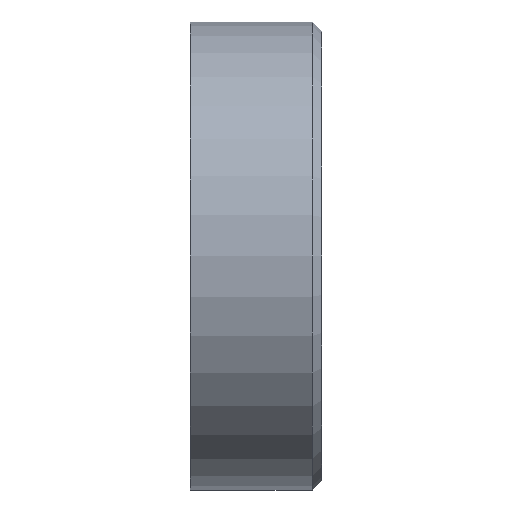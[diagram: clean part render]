
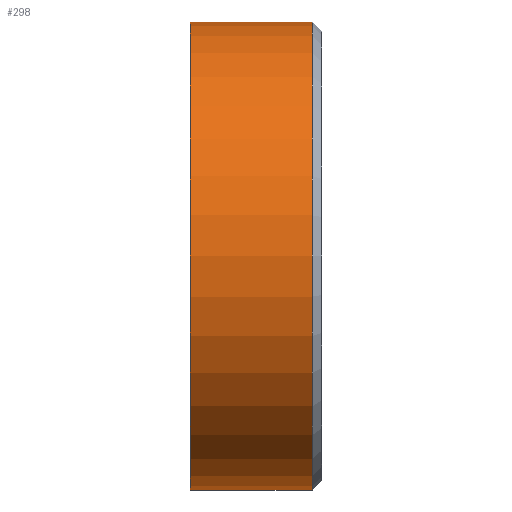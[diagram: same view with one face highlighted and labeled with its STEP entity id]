
A CAD part, left-side view. The second image highlights one B-rep face of the part: STEP entity #298.
In plain terms, the highlighted cylindrical face has radius 6.235 mm (diameter 12.47 mm), a partial arc.
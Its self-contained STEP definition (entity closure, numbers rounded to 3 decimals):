
#9 = CIRCLE ( 'NONE', #282, 6.235 ) ;
#29 = CARTESIAN_POINT ( 'NONE',  ( 0., 0.25, 6.235 ) ) ;
#38 = VERTEX_POINT ( 'NONE', #350 ) ;
#47 = CARTESIAN_POINT ( 'NONE',  ( 0., 3.5, 6.235 ) ) ;
#50 = DIRECTION ( 'NONE',  ( 0., 0., -1. ) ) ;
#52 = CARTESIAN_POINT ( 'NONE',  ( 0., 3.5, -6.235 ) ) ;
#74 = ORIENTED_EDGE ( 'NONE', *, *, #265, .F. ) ;
#78 = CARTESIAN_POINT ( 'NONE',  ( 0., 3.5, 6.235 ) ) ;
#83 = VECTOR ( 'NONE', #266, 1000. ) ;
#85 = ORIENTED_EDGE ( 'NONE', *, *, #228, .T. ) ;
#86 = CYLINDRICAL_SURFACE ( 'NONE', #136, 6.235 ) ;
#94 = EDGE_CURVE ( 'NONE', #38, #131, #9, .T. ) ;
#105 = AXIS2_PLACEMENT_3D ( 'NONE', #230, #257, #203 ) ;
#126 = DIRECTION ( 'NONE',  ( 0., 1., 0. ) ) ;
#130 = ORIENTED_EDGE ( 'NONE', *, *, #315, .F. ) ;
#131 = VERTEX_POINT ( 'NONE', #29 ) ;
#136 = AXIS2_PLACEMENT_3D ( 'NONE', #165, #200, #50 ) ;
#165 = CARTESIAN_POINT ( 'NONE',  ( 0., 3.5, 0. ) ) ;
#168 = CARTESIAN_POINT ( 'NONE',  ( 0., 3.5, -6.235 ) ) ;
#173 = VECTOR ( 'NONE', #260, 1000. ) ;
#200 = DIRECTION ( 'NONE',  ( 0., -1., 0. ) ) ;
#203 = DIRECTION ( 'NONE',  ( 0., 0., 1. ) ) ;
#206 = FACE_OUTER_BOUND ( 'NONE', #220, .T. ) ;
#220 = EDGE_LOOP ( 'NONE', ( #130, #74, #85, #370 ) ) ;
#228 = EDGE_CURVE ( 'NONE', #264, #38, #351, .T. ) ;
#230 = CARTESIAN_POINT ( 'NONE',  ( 0., 3.5, 0. ) ) ;
#242 = CARTESIAN_POINT ( 'NONE',  ( 0., 0.25, 0. ) ) ;
#257 = DIRECTION ( 'NONE',  ( 0., 1., 0. ) ) ;
#260 = DIRECTION ( 'NONE',  ( 0., -1., 0. ) ) ;
#264 = VERTEX_POINT ( 'NONE', #52 ) ;
#265 = EDGE_CURVE ( 'NONE', #264, #295, #392, .T. ) ;
#266 = DIRECTION ( 'NONE',  ( 0., -1., 0. ) ) ;
#279 = DIRECTION ( 'NONE',  ( 0., 0., 1. ) ) ;
#282 = AXIS2_PLACEMENT_3D ( 'NONE', #242, #126, #279 ) ;
#292 = LINE ( 'NONE', #47, #83 ) ;
#295 = VERTEX_POINT ( 'NONE', #78 ) ;
#298 = ADVANCED_FACE ( 'NONE', ( #206 ), #86, .T. ) ;
#315 = EDGE_CURVE ( 'NONE', #295, #131, #292, .T. ) ;
#350 = CARTESIAN_POINT ( 'NONE',  ( 0., 0.25, -6.235 ) ) ;
#351 = LINE ( 'NONE', #168, #173 ) ;
#370 = ORIENTED_EDGE ( 'NONE', *, *, #94, .T. ) ;
#392 = CIRCLE ( 'NONE', #105, 6.235 ) ;
